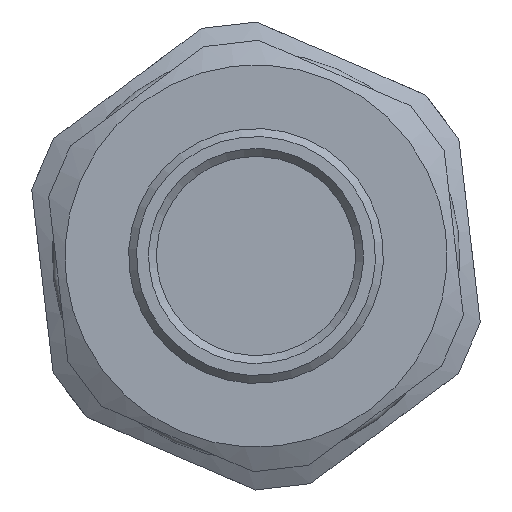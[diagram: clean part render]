
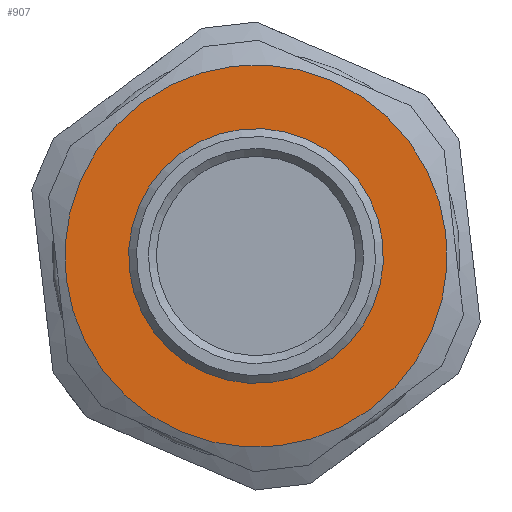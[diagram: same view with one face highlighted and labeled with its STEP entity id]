
A CAD part, front view. The second image highlights one B-rep face of the part: STEP entity #907.
In plain terms, the highlighted planar face has unit normal (0, -1, 0).
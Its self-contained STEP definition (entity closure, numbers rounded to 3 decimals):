
#118=FACE_BOUND('',#342,.T.);
#286=FACE_OUTER_BOUND('',#341,.T.);
#341=EDGE_LOOP('',(#698));
#342=EDGE_LOOP('',(#699));
#387=CIRCLE('',#993,7.5);
#388=CIRCLE('',#995,12.);
#444=VERTEX_POINT('',#1511);
#445=VERTEX_POINT('',#1515);
#544=EDGE_CURVE('',#444,#444,#387,.T.);
#546=EDGE_CURVE('',#445,#445,#388,.T.);
#698=ORIENTED_EDGE('',*,*,#546,.F.);
#699=ORIENTED_EDGE('',*,*,#544,.T.);
#864=PLANE('',#994);
#907=ADVANCED_FACE('',(#286,#118),#864,.T.);
#993=AXIS2_PLACEMENT_3D('',#1512,#1143,#1144);
#994=AXIS2_PLACEMENT_3D('',#1514,#1146,#1147);
#995=AXIS2_PLACEMENT_3D('',#1516,#1148,#1149);
#1143=DIRECTION('center_axis',(0.,1.,0.));
#1144=DIRECTION('ref_axis',(-0.802,0.,-0.597));
#1146=DIRECTION('center_axis',(0.,-1.,0.));
#1147=DIRECTION('ref_axis',(0.597,0.,-0.802));
#1148=DIRECTION('center_axis',(0.,1.,0.));
#1149=DIRECTION('ref_axis',(-0.802,0.,-0.597));
#1511=CARTESIAN_POINT('',(91.986,-14.799,88.249));
#1512=CARTESIAN_POINT('Origin',(85.969,-14.799,83.772));
#1514=CARTESIAN_POINT('Origin',(77.746,-14.799,77.652));
#1515=CARTESIAN_POINT('',(95.595,-14.799,90.936));
#1516=CARTESIAN_POINT('Origin',(85.969,-14.799,83.772));
